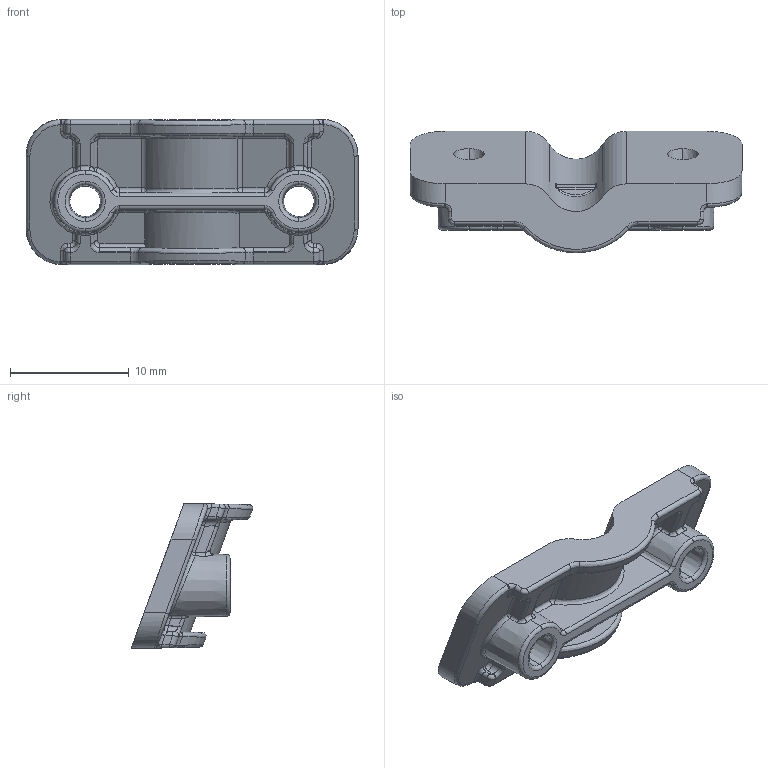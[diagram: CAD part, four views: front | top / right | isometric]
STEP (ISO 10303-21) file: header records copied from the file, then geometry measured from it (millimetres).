
FILE_DESCRIPTION (( 'STEP AP203' ), '1' );
FILE_NAME ('251001_Cable Pull Relief_PART_20160823.STEP', '2016-08-23T17:44:30', ( '' ), ( '' ), 'SwSTEP 2.0', 'SolidWorks 2015', '' );
FILE_SCHEMA (( 'CONFIG_CONTROL_DESIGN' ));
Length unit declared in the file: millimetre
Products named in the file (1): 251001_Cable Pull Relief_PART_20160823
Bounding box: 27.96 x 10.25 x 12.22 mm (x, y, z)
Volume: 1026.4 mm3; surface area: 1299.4 mm2
Topology: 1 solids, 1 shells, 268 faces, 630 edges, 365 vertices
Faces by surface type: bspline 112, cylinder 89, plane 40, torus 10, cone 10, sphere 7
Entity records: 9965 total; most frequent: CARTESIAN_POINT 4711, ORIENTED_EDGE 1260, DIRECTION 898, EDGE_CURVE 630, VERTEX_POINT 365, AXIS2_PLACEMENT_3D 354, EDGE_LOOP 273, FACE_OUTER_BOUND 268
